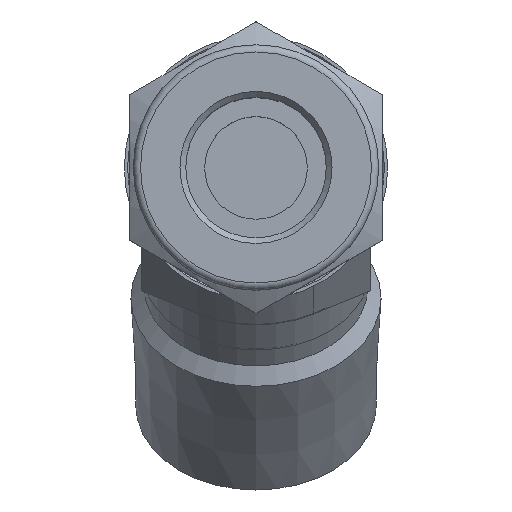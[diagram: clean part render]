
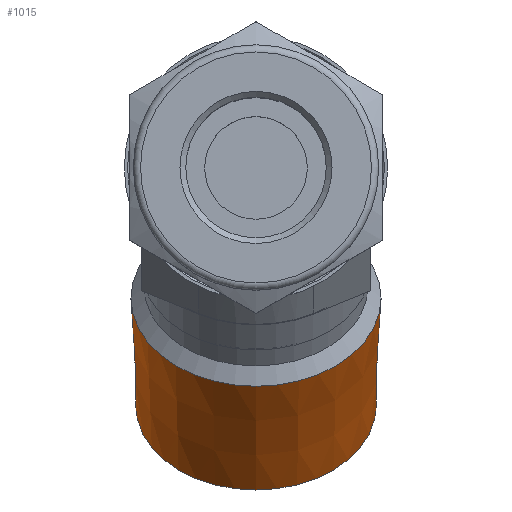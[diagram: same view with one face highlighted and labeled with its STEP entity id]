
A CAD part, top view. The second image highlights one B-rep face of the part: STEP entity #1015.
In plain terms, the highlighted conical face has half-angle 1.79 degrees and reference radius 8.499 mm.
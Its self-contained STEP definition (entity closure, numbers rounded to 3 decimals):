
#49=CONICAL_SURFACE('',#1150,8.499,0.031);
#112=CIRCLE('',#1149,8.662);
#113=CIRCLE('',#1151,8.335);
#167=FACE_OUTER_BOUND('',#241,.T.);
#241=EDGE_LOOP('',(#837,#838,#839,#840));
#303=LINE('',#1739,#373);
#373=VECTOR('',#1406,8.499);
#480=VERTEX_POINT('',#1733);
#481=VERTEX_POINT('',#1737);
#603=EDGE_CURVE('',#480,#480,#112,.T.);
#605=EDGE_CURVE('',#481,#481,#113,.T.);
#606=EDGE_CURVE('',#481,#480,#303,.T.);
#837=ORIENTED_EDGE('',*,*,#605,.F.);
#838=ORIENTED_EDGE('',*,*,#606,.T.);
#839=ORIENTED_EDGE('',*,*,#603,.T.);
#840=ORIENTED_EDGE('',*,*,#606,.F.);
#1015=ADVANCED_FACE('',(#167),#49,.T.);
#1149=AXIS2_PLACEMENT_3D('',#1734,#1399,#1400);
#1150=AXIS2_PLACEMENT_3D('',#1736,#1402,#1403);
#1151=AXIS2_PLACEMENT_3D('',#1738,#1404,#1405);
#1399=DIRECTION('center_axis',(0.,-0.707,-0.707));
#1400=DIRECTION('ref_axis',(1.,0.,0.));
#1402=DIRECTION('center_axis',(0.,0.707,0.707));
#1403=DIRECTION('ref_axis',(0.,0.707,-0.707));
#1404=DIRECTION('center_axis',(0.,-0.707,-0.707));
#1405=DIRECTION('ref_axis',(1.,0.,0.));
#1406=DIRECTION('',(0.,0.685,0.729));
#1733=CARTESIAN_POINT('',(0.,-15.1,-2.849));
#1734=CARTESIAN_POINT('Origin',(0.,-8.975,-8.975));
#1736=CARTESIAN_POINT('Origin',(0.,-12.675,-12.675));
#1737=CARTESIAN_POINT('',(0.,-22.269,-10.481));
#1738=CARTESIAN_POINT('Origin',(0.,-16.375,-16.375));
#1739=CARTESIAN_POINT('',(0.,-18.685,-6.665));
